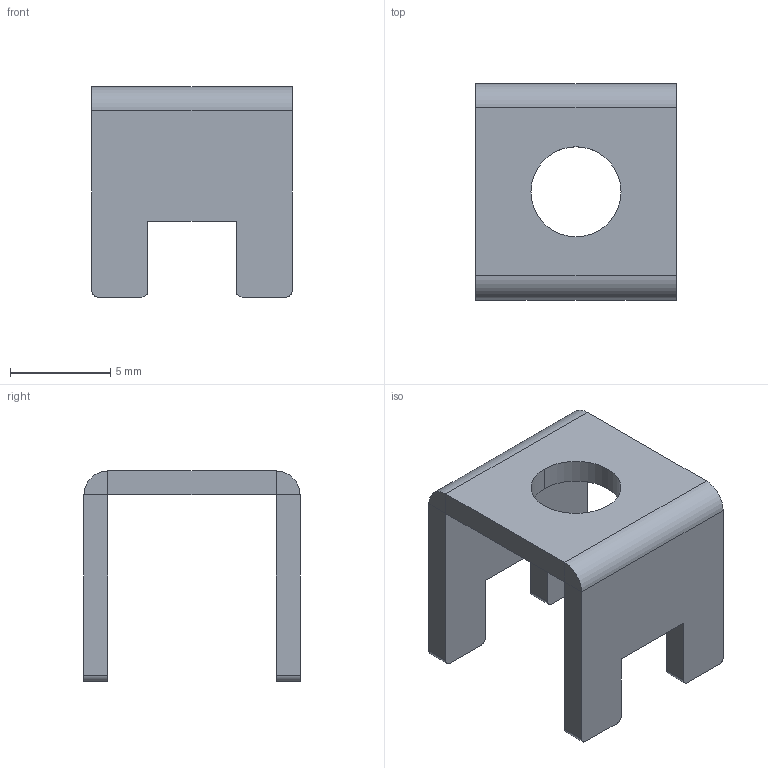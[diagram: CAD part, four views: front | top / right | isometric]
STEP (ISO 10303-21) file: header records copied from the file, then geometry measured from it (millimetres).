
FILE_DESCRIPTION((''),'2;1');
FILE_NAME('USER_LIBRARY-PCB_10B_M5','2015-09-09T',('Byron'),(''),'PRO/ENGINEER BY PARAMETRIC TECHNOLOGY CORPORATION, 2015070','PRO/ENGINEER BY PARAMETRIC TECHNOLOGY CORPORATION, 2015070','');
FILE_SCHEMA(('AUTOMOTIVE_DESIGN { 1 2 10303 214 0 1 1 1 }'));
Length unit declared in the file: millimetre
Products named in the file (1): USER_LIBRARY-PCB_10B_M5
Bounding box: 10 x 10.8 x 10.5 mm (x, y, z)
Volume: 287.2 mm3; surface area: 606 mm2
Topology: 1 solids, 1 shells, 38 faces, 92 edges, 56 vertices
Faces by surface type: plane 26, cylinder 12
Entity records: 1416 total; most frequent: DIRECTION 192, CARTESIAN_POINT 188, ORIENTED_EDGE 184, EDGE_CURVE 92, VECTOR 68, LINE 68, AXIS2_PLACEMENT_3D 62, VERTEX_POINT 56
